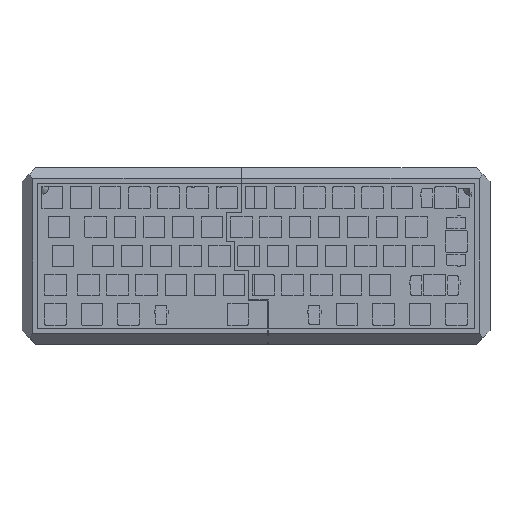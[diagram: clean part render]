
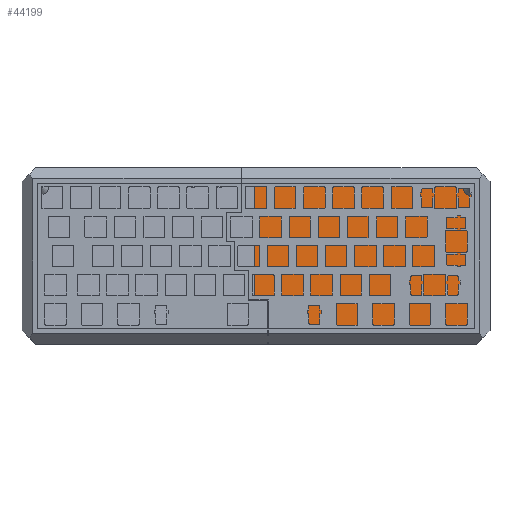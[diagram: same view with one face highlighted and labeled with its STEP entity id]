
A CAD part, top view. The second image highlights one B-rep face of the part: STEP entity #44199.
In plain terms, the highlighted planar face has unit normal (0, 0.035, 0.999).
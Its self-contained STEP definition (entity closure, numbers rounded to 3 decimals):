
#78=ELLIPSE('',#47438,3.002,3.);
#79=ELLIPSE('',#47444,3.002,3.);
#80=ELLIPSE('',#47449,3.002,3.);
#81=ELLIPSE('',#47455,3.002,3.);
#82=ELLIPSE('',#47457,3.002,3.);
#333=FACE_BOUND('',#6462,.T.);
#334=FACE_BOUND('',#6463,.T.);
#335=FACE_BOUND('',#6464,.T.);
#336=FACE_BOUND('',#6465,.T.);
#1447=CIRCLE('',#47428,4.6);
#1449=CIRCLE('',#47431,4.6);
#4119=FACE_OUTER_BOUND('',#6461,.T.);
#6461=EDGE_LOOP('',(#40406,#40407,#40408,#40409,#40410,#40411,#40412,#40413));
#6462=EDGE_LOOP('',(#40414,#40415,#40416,#40417));
#6463=EDGE_LOOP('',(#40418));
#6464=EDGE_LOOP('',(#40419,#40420));
#6465=EDGE_LOOP('',(#40421));
#11672=LINE('',#71853,#16913);
#11680=LINE('',#71878,#16921);
#11682=LINE('',#71881,#16923);
#11685=LINE('',#71901,#16926);
#11690=LINE('',#71925,#16931);
#11693=LINE('',#71935,#16934);
#11700=LINE('',#72160,#16941);
#11708=LINE('',#72295,#16949);
#11709=LINE('',#72296,#16950);
#16913=VECTOR('',#59035,10.);
#16921=VECTOR('',#59057,10.);
#16923=VECTOR('',#59061,10.);
#16926=VECTOR('',#59082,10.);
#16931=VECTOR('',#59109,10.);
#16934=VECTOR('',#59122,10.);
#16941=VECTOR('',#59137,10.);
#16949=VECTOR('',#59151,10.);
#16950=VECTOR('',#59152,10.);
#21174=VERTEX_POINT('',#71850);
#21175=VERTEX_POINT('',#71852);
#21177=VERTEX_POINT('',#71858);
#21180=VERTEX_POINT('',#71865);
#21181=VERTEX_POINT('',#71867);
#21183=VERTEX_POINT('',#71872);
#21185=VERTEX_POINT('',#71876);
#21188=VERTEX_POINT('',#71888);
#21192=VERTEX_POINT('',#71899);
#21193=VERTEX_POINT('',#71900);
#21196=VERTEX_POINT('',#71912);
#21200=VERTEX_POINT('',#71923);
#21201=VERTEX_POINT('',#71924);
#21202=VERTEX_POINT('',#71929);
#21203=VERTEX_POINT('',#71931);
#21221=VERTEX_POINT('',#72294);
#27559=EDGE_CURVE('',#21175,#21174,#11672,.T.);
#27563=EDGE_CURVE('',#21174,#21177,#1447,.T.);
#27566=EDGE_CURVE('',#21181,#21180,#1449,.T.);
#27571=EDGE_CURVE('',#21183,#21185,#11680,.T.);
#27573=EDGE_CURVE('',#21185,#21175,#11682,.T.);
#27576=EDGE_CURVE('',#21188,#21188,#78,.T.);
#27581=EDGE_CURVE('',#21192,#21193,#11685,.T.);
#27584=EDGE_CURVE('',#21193,#21192,#79,.T.);
#27587=EDGE_CURVE('',#21196,#21196,#80,.T.);
#27592=EDGE_CURVE('',#21200,#21201,#11690,.T.);
#27595=EDGE_CURVE('',#21202,#21200,#81,.T.);
#27597=EDGE_CURVE('',#21201,#21203,#82,.T.);
#27598=EDGE_CURVE('',#21203,#21202,#11693,.T.);
#27616=EDGE_CURVE('',#21177,#21181,#11700,.T.);
#27629=EDGE_CURVE('',#21183,#21221,#11708,.T.);
#27630=EDGE_CURVE('',#21180,#21221,#11709,.T.);
#40406=ORIENTED_EDGE('',*,*,#27629,.F.);
#40407=ORIENTED_EDGE('',*,*,#27571,.T.);
#40408=ORIENTED_EDGE('',*,*,#27573,.T.);
#40409=ORIENTED_EDGE('',*,*,#27559,.T.);
#40410=ORIENTED_EDGE('',*,*,#27563,.T.);
#40411=ORIENTED_EDGE('',*,*,#27616,.T.);
#40412=ORIENTED_EDGE('',*,*,#27566,.T.);
#40413=ORIENTED_EDGE('',*,*,#27630,.T.);
#40414=ORIENTED_EDGE('',*,*,#27597,.T.);
#40415=ORIENTED_EDGE('',*,*,#27598,.T.);
#40416=ORIENTED_EDGE('',*,*,#27595,.T.);
#40417=ORIENTED_EDGE('',*,*,#27592,.T.);
#40418=ORIENTED_EDGE('',*,*,#27576,.T.);
#40419=ORIENTED_EDGE('',*,*,#27584,.T.);
#40420=ORIENTED_EDGE('',*,*,#27581,.T.);
#40421=ORIENTED_EDGE('',*,*,#27587,.T.);
#42094=PLANE('',#47465);
#44199=ADVANCED_FACE('',(#4119,#333,#334,#335,#336),#42094,.F.);
#47428=AXIS2_PLACEMENT_3D('',#71860,#59042,#59043);
#47431=AXIS2_PLACEMENT_3D('',#71868,#59049,#59050);
#47438=AXIS2_PLACEMENT_3D('',#71889,#59070,#59071);
#47444=AXIS2_PLACEMENT_3D('',#71905,#59087,#59088);
#47449=AXIS2_PLACEMENT_3D('',#71913,#59097,#59098);
#47455=AXIS2_PLACEMENT_3D('',#71930,#59114,#59115);
#47457=AXIS2_PLACEMENT_3D('',#71933,#59118,#59119);
#47465=AXIS2_PLACEMENT_3D('',#72293,#59149,#59150);
#59035=DIRECTION('',(1.,0.,0.));
#59042=DIRECTION('center_axis',(0.,-0.035,-0.999));
#59043=DIRECTION('ref_axis',(1.,0.,0.));
#59049=DIRECTION('center_axis',(0.,-0.035,-0.999));
#59050=DIRECTION('ref_axis',(1.,0.,0.));
#59057=DIRECTION('',(1.,0.,0.));
#59061=DIRECTION('',(0.,0.999,-0.035));
#59070=DIRECTION('center_axis',(0.,-0.035,
-0.999));
#59071=DIRECTION('ref_axis',(0.,-0.999,0.035));
#59082=DIRECTION('',(0.,-0.999,0.035));
#59087=DIRECTION('center_axis',(0.,-0.035,
-0.999));
#59088=DIRECTION('ref_axis',(0.,-0.999,0.035));
#59097=DIRECTION('center_axis',(0.,-0.035,
-0.999));
#59098=DIRECTION('ref_axis',(0.,-0.999,0.035));
#59109=DIRECTION('',(0.,-0.999,0.035));
#59114=DIRECTION('center_axis',(0.,-0.035,
-0.999));
#59115=DIRECTION('ref_axis',(0.,-0.999,0.035));
#59118=DIRECTION('center_axis',(0.,-0.035,
-0.999));
#59119=DIRECTION('ref_axis',(0.,-0.999,0.035));
#59122=DIRECTION('',(1.,0.,0.));
#59137=DIRECTION('',(0.,0.999,-0.035));
#59149=DIRECTION('center_axis',(0.,-0.035,
-0.999));
#59150=DIRECTION('ref_axis',(1.,0.,0.));
#59151=DIRECTION('',(0.,0.999,-0.035));
#59152=DIRECTION('',(-1.,0.,0.));
#71850=CARTESIAN_POINT('',(281.155,-95.208,-18.37));
#71852=CARTESIAN_POINT('',(150.791,-95.208,-18.37));
#71853=CARTESIAN_POINT('',(281.255,-95.208,-18.37));
#71858=CARTESIAN_POINT('',(285.65,-90.82,-18.523));
#71860=CARTESIAN_POINT('Origin',(285.75,-95.416,-18.362));
#71865=CARTESIAN_POINT('',(279.621,-0.296,-21.684));
#71867=CARTESIAN_POINT('',(285.65,-7.165,-21.444));
#71868=CARTESIAN_POINT('Origin',(283.021,-3.393,-21.576));
#71872=CARTESIAN_POINT('',(142.1,-95.308,-18.366));
#71876=CARTESIAN_POINT('',(150.791,-95.308,-18.366));
#71878=CARTESIAN_POINT('',(4.447,-95.308,-18.366));
#71881=CARTESIAN_POINT('',(150.791,-101.872,-18.137));
#71888=CARTESIAN_POINT('',(168.409,-18.327,-21.055));
#71889=CARTESIAN_POINT('Origin',(171.409,-18.327,-21.055));
#71899=CARTESIAN_POINT('',(285.202,-18.801,-21.038));
#71900=CARTESIAN_POINT('',(285.202,-22.149,-20.921));
#71901=CARTESIAN_POINT('',(285.202,-33.409,-20.528));
#71905=CARTESIAN_POINT('Origin',(282.712,-20.475,-20.979));
#71912=CARTESIAN_POINT('',(156.665,-89.124,-18.582));
#71913=CARTESIAN_POINT('Origin',(159.665,-89.124,-18.582));
#71923=CARTESIAN_POINT('',(285.299,-66.445,-19.374));
#71924=CARTESIAN_POINT('',(285.299,-69.486,-19.268));
#71925=CARTESIAN_POINT('',(285.299,-57.202,-19.697));
#71929=CARTESIAN_POINT('',(284.686,-65.706,-19.4));
#71930=CARTESIAN_POINT('Origin',(282.712,-67.966,-19.321));
#71931=CARTESIAN_POINT('',(280.739,-65.706,-19.4));
#71933=CARTESIAN_POINT('Origin',(282.712,-67.966,-19.321));
#71935=CARTESIAN_POINT('',(142.855,-65.706,-19.4));
#72160=CARTESIAN_POINT('',(285.65,-90.919,-18.52));
#72293=CARTESIAN_POINT('Origin',(142.875,-47.802,-20.025));
#72294=CARTESIAN_POINT('',(142.1,-0.296,-21.684));
#72295=CARTESIAN_POINT('',(142.1,-47.832,-20.024));
#72296=CARTESIAN_POINT('',(279.934,-0.296,-21.684));
